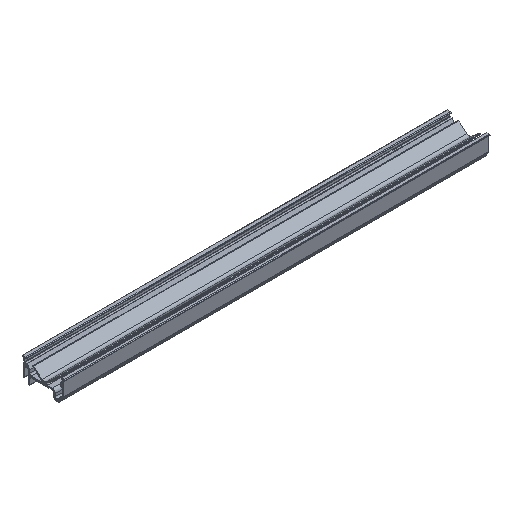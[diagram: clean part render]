
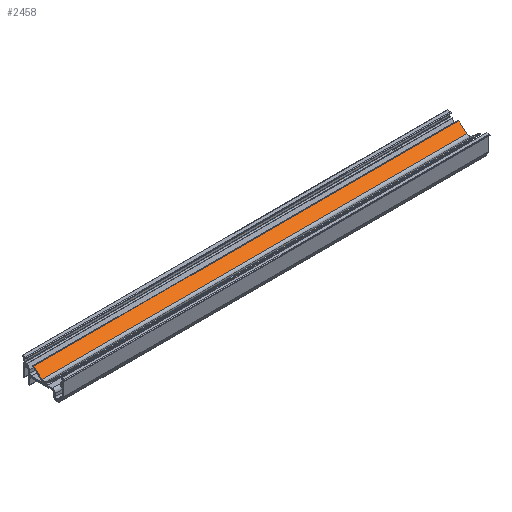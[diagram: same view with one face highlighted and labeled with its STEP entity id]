
A CAD part, isometric view. The second image highlights one B-rep face of the part: STEP entity #2458.
In plain terms, the highlighted planar face has unit normal (0, -0.643, 0.766).
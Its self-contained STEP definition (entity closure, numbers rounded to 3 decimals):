
#2445=AXIS2_PLACEMENT_3D('Plane Axis2P3D',#2442,#2443,#2444) ;
#155=CARTESIAN_POINT('Vertex',(250.,18.455,10.968)) ;
#158=CARTESIAN_POINT('Line Origine',(250.,15.993,8.902)) ;
#162=CARTESIAN_POINT('Vertex',(250.,13.53,6.836)) ;
#1130=CARTESIAN_POINT('Vertex',(0.,13.53,6.836)) ;
#1133=CARTESIAN_POINT('Line Origine',(0.,15.993,8.902)) ;
#1137=CARTESIAN_POINT('Vertex',(0.,18.455,10.968)) ;
#2429=CARTESIAN_POINT('Line Origine',(375.,13.53,6.836)) ;
#2442=CARTESIAN_POINT('Axis2P3D Location',(750.,13.53,6.836)) ;
#2447=CARTESIAN_POINT('Line Origine',(125.,18.455,10.968)) ;
#159=DIRECTION('Vector Direction',(0.,0.766,0.643)) ;
#1134=DIRECTION('Vector Direction',(0.,0.766,0.643)) ;
#2430=DIRECTION('Vector Direction',(-1.,0.,0.)) ;
#2443=DIRECTION('Axis2P3D Direction',(0.,-0.643,0.766)) ;
#2444=DIRECTION('Axis2P3D XDirection',(0.,0.766,0.643)) ;
#2448=DIRECTION('Vector Direction',(-1.,0.,0.)) ;
#160=VECTOR('Line Direction',#159,1.) ;
#1135=VECTOR('Line Direction',#1134,1.) ;
#2431=VECTOR('Line Direction',#2430,1.) ;
#2449=VECTOR('Line Direction',#2448,1.) ;
#2453=ORIENTED_EDGE('',*,*,#2451,.T.) ;
#2454=ORIENTED_EDGE('',*,*,#1139,.F.) ;
#2455=ORIENTED_EDGE('',*,*,#2433,.F.) ;
#2456=ORIENTED_EDGE('',*,*,#164,.T.) ;
#2458=ADVANCED_FACE('BUS-PROFIL',(#2457),#2446,.T.) ;
#164=EDGE_CURVE('',#163,#156,#161,.T.) ;
#1139=EDGE_CURVE('',#1131,#1138,#1136,.T.) ;
#2433=EDGE_CURVE('',#163,#1131,#2432,.T.) ;
#2451=EDGE_CURVE('',#156,#1138,#2450,.T.) ;
#2452=EDGE_LOOP('',(#2453,#2454,#2455,#2456)) ;
#2457=FACE_OUTER_BOUND('',#2452,.T.) ;
#161=LINE('Line',#158,#160) ;
#1136=LINE('Line',#1133,#1135) ;
#2432=LINE('Line',#2429,#2431) ;
#2450=LINE('Line',#2447,#2449) ;
#2446=PLANE('',#2445) ;
#156=VERTEX_POINT('',#155) ;
#163=VERTEX_POINT('',#162) ;
#1131=VERTEX_POINT('',#1130) ;
#1138=VERTEX_POINT('',#1137) ;
